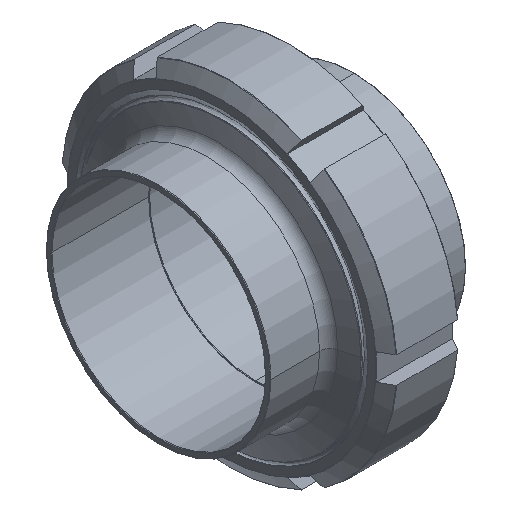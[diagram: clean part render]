
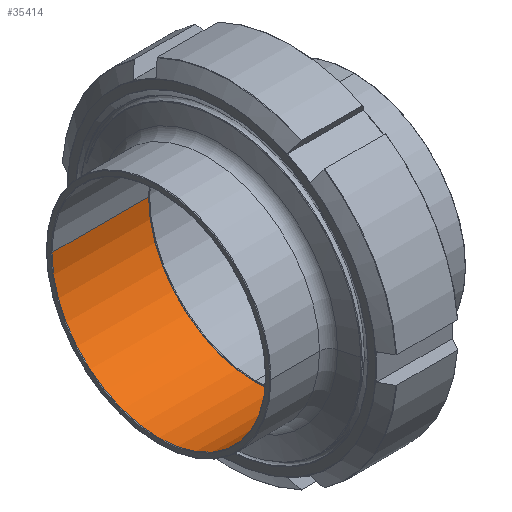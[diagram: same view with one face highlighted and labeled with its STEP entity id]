
A CAD part, isometric view. The second image highlights one B-rep face of the part: STEP entity #35414.
In plain terms, the highlighted cylindrical face has radius 40.5 mm (diameter 81 mm), a partial arc.
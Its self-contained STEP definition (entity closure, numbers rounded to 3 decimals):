
#10217 = CARTESIAN_POINT ( 'NONE',  ( -44.8, -40.5, 0. ) ) ;
#11503 = VECTOR ( 'NONE', #32313, 1000. ) ;
#11683 = ORIENTED_EDGE ( 'NONE', *, *, #31891, .F. ) ;
#13425 = EDGE_CURVE ( 'NONE', #51504, #64548, #16251, .T. ) ;
#14118 = DIRECTION ( 'NONE',  ( 0., -1., 0. ) ) ;
#14596 = DIRECTION ( 'NONE',  ( 0., 1., 0. ) ) ;
#16251 = CIRCLE ( 'NONE', #59418, 40.5 ) ;
#20187 = CARTESIAN_POINT ( 'NONE',  ( 0., -40.5, 0. ) ) ;
#23516 = DIRECTION ( 'NONE',  ( 1., 0., 0. ) ) ;
#26647 = LINE ( 'NONE', #43778, #11503 ) ;
#31891 = EDGE_CURVE ( 'NONE', #52900, #64548, #26647, .T. ) ;
#32313 = DIRECTION ( 'NONE',  ( 1., 0., 0. ) ) ;
#32549 = CARTESIAN_POINT ( 'NONE',  ( -44.8, 40.5, 0. ) ) ;
#32683 = AXIS2_PLACEMENT_3D ( 'NONE', #43774, #59976, #14596 ) ;
#34743 = EDGE_LOOP ( 'NONE', ( #40422, #55750, #72075, #11683 ) ) ;
#35414 = ADVANCED_FACE ( 'NONE', ( #65879 ), #66728, .F. ) ;
#40422 = ORIENTED_EDGE ( 'NONE', *, *, #42546, .T. ) ;
#40501 = DIRECTION ( 'NONE',  ( 0., 1., 0. ) ) ;
#42546 = EDGE_CURVE ( 'NONE', #52900, #61914, #48262, .T. ) ;
#42773 = DIRECTION ( 'NONE',  ( -1., 0., 0. ) ) ;
#43774 = CARTESIAN_POINT ( 'NONE',  ( 0., 0., 0. ) ) ;
#43778 = CARTESIAN_POINT ( 'NONE',  ( 0., 40.5, 0. ) ) ;
#46004 = VECTOR ( 'NONE', #54355, 1000. ) ;
#46946 = CARTESIAN_POINT ( 'NONE',  ( -8.2, 0., 0. ) ) ;
#48262 = CIRCLE ( 'NONE', #73390, 40.5 ) ;
#48283 = CARTESIAN_POINT ( 'NONE',  ( -44.8, 0., 0. ) ) ;
#51504 = VERTEX_POINT ( 'NONE', #59907 ) ;
#52900 = VERTEX_POINT ( 'NONE', #32549 ) ;
#54355 = DIRECTION ( 'NONE',  ( 1., 0., 0. ) ) ;
#55750 = ORIENTED_EDGE ( 'NONE', *, *, #71278, .T. ) ;
#56980 = CARTESIAN_POINT ( 'NONE',  ( -8.2, 40.5, 0. ) ) ;
#59418 = AXIS2_PLACEMENT_3D ( 'NONE', #46946, #23516, #40501 ) ;
#59907 = CARTESIAN_POINT ( 'NONE',  ( -8.2, -40.5, 0. ) ) ;
#59976 = DIRECTION ( 'NONE',  ( 1., 0., 0. ) ) ;
#61914 = VERTEX_POINT ( 'NONE', #10217 ) ;
#64548 = VERTEX_POINT ( 'NONE', #56980 ) ;
#65879 = FACE_OUTER_BOUND ( 'NONE', #34743, .T. ) ;
#66728 = CYLINDRICAL_SURFACE ( 'NONE', #32683, 40.5 ) ;
#71278 = EDGE_CURVE ( 'NONE', #61914, #51504, #73721, .T. ) ;
#72075 = ORIENTED_EDGE ( 'NONE', *, *, #13425, .T. ) ;
#73390 = AXIS2_PLACEMENT_3D ( 'NONE', #48283, #42773, #14118 ) ;
#73721 = LINE ( 'NONE', #20187, #46004 ) ;
